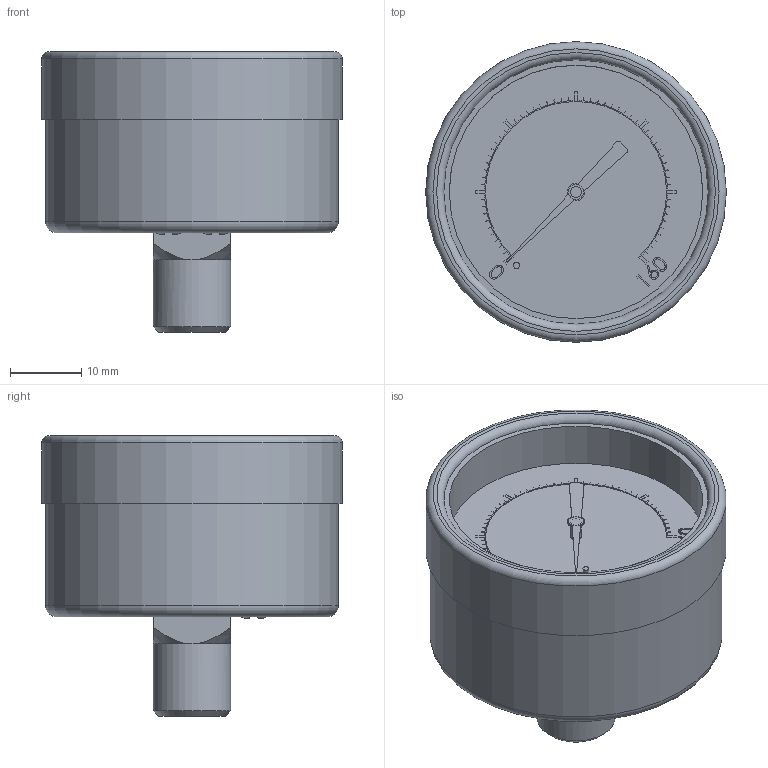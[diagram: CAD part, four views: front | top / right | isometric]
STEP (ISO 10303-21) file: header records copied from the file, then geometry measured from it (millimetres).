
FILE_DESCRIPTION (( 'STEP AP214' ), '1' );
FILE_NAME ('G15-BD160-8CB.STEP', '2022-11-29T12:45:46', ( '' ), ( '' ), 'SwSTEP 2.0', 'SolidWorks 2021', '' );
FILE_SCHEMA (( 'AUTOMOTIVE_DESIGN' ));
Length unit declared in the file: inch
Products named in the file (1): G15-BD160-8CB
Bounding box: 42.16 x 42.16 x 39.37 mm (x, y, z)
Volume: 27472.5 mm3; surface area: 7753.2 mm2
Topology: 1 solids, 1 shells, 422 faces, 1181 edges, 779 vertices
Faces by surface type: plane 273, cylinder 85, bspline 27, cone 20, torus 17
Full cylindrical faces by diameter (mm): 0.85 x1, 1.524 x1, 2.183 x1, 3.683 x1, 5.207 x2, 10.922 x1, 35.56 x1, 41.072 x1, 42.164 x1
Entity records: 16790 total; most frequent: CARTESIAN_POINT 4792, ORIENTED_EDGE 2320, DIRECTION 2075, EDGE_CURVE 1160, LINE 815, VECTOR 815, VERTEX_POINT 775, AXIS2_PLACEMENT_3D 630
